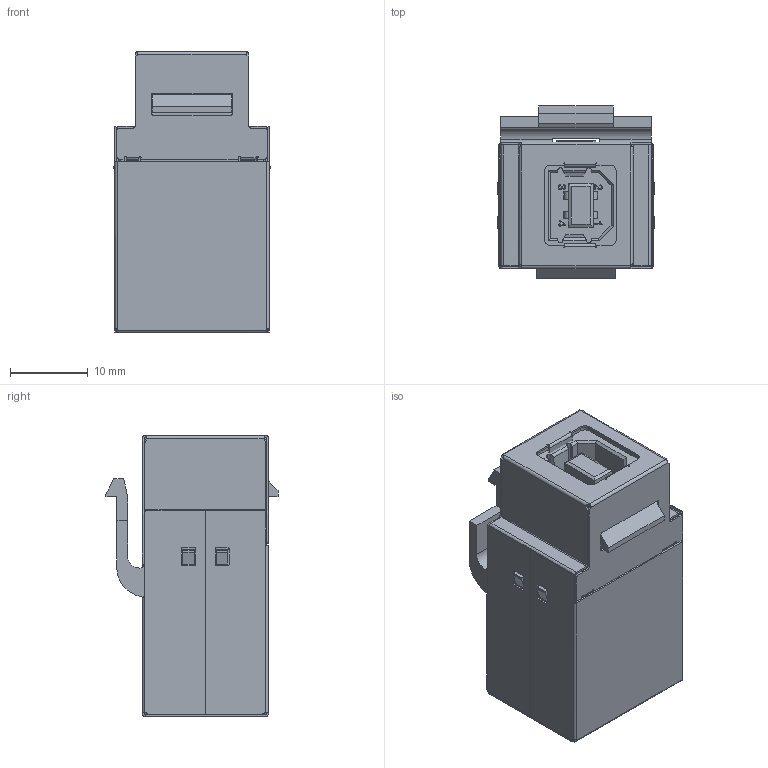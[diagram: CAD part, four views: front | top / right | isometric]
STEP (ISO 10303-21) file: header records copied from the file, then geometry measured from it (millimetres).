
FILE_DESCRIPTION (( 'STEP AP214' ), '1' );
FILE_NAME ('UADKEY-BA_3D.step', '2025-08-18T21:40:33', ( '' ), ( '' ), 'SwSTEP 2.0', 'SolidWorks 2022', '' );
FILE_SCHEMA (( 'AUTOMOTIVE_DESIGN' ));
Length unit declared in the file: inch
Products named in the file (9): UADKEY-BA-FA1_FOR AUTOMATIC SOLDER; 1AG01-136; 1AG02-052; 1AG02-051; 1AG01-137; UADKEY-BA_3D; 1BC01-059; 1AA05-019_默认; 1AA05-033-SUZHOU_CRIMP
Assembly tree (8 placements, depth 3):
  UADKEY-BA_3D
    1AG01-136
    UADKEY-BA-FA1_FOR AUTOMATIC SOLDER
      1BC01-059
      1AA05-019_默认
      1AA05-033-SUZHOU_CRIMP
    1AG01-137
    1AG02-051
    1AG02-052
Bounding box: 20.1 x 22.1 x 36.06 mm (x, y, z)
Volume: 6390.2 mm3; surface area: 16853.3 mm2
Topology: 11 solids, 11 shells, 2106 faces, 5727 edges, 3692 vertices
Faces by surface type: plane 1364, cylinder 515, bspline 175, torus 28, sphere 18, cone 6
Entity records: 82274 total; most frequent: CARTESIAN_POINT 22622, ORIENTED_EDGE 11386, DIRECTION 10002, EDGE_CURVE 5693, LINE 4216, VECTOR 4216, VERTEX_POINT 3684, AXIS2_PLACEMENT_3D 2893
